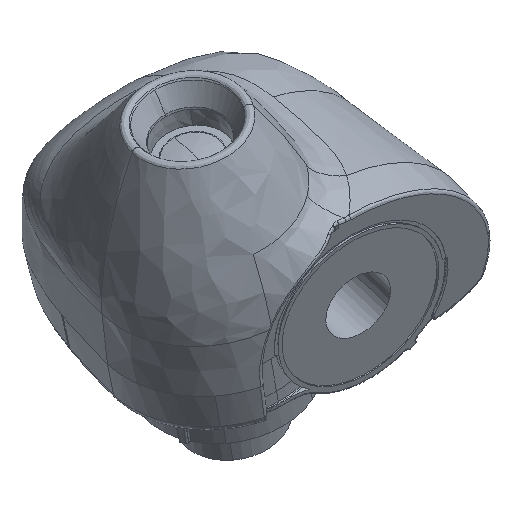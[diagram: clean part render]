
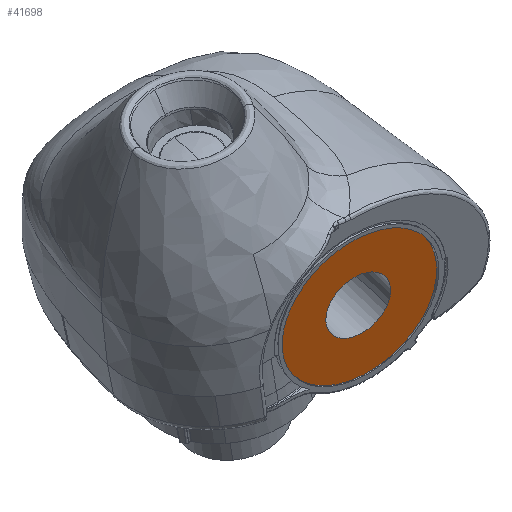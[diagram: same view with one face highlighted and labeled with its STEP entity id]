
A CAD part, front view. The second image highlights one B-rep face of the part: STEP entity #41698.
In plain terms, the highlighted planar face has unit normal (0.571, -0.619, -0.539).
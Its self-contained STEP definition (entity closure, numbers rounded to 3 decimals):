
#1292 = AXIS2_PLACEMENT_3D ( 'NONE', #34688, #34687, #34686 ) ;
#5431 = VERTEX_POINT ( 'NONE', #41406 ) ;
#5499 = VERTEX_POINT ( 'NONE', #41394 ) ;
#6724 = VERTEX_POINT ( 'NONE', #41206 ) ;
#7228 = VERTEX_POINT ( 'NONE', #40934 ) ;
#7501 = CIRCLE ( 'NONE', #28882, 10. ) ;
#7775 = EDGE_LOOP ( 'NONE', ( #38072, #38077 ) ) ;
#7818 = CIRCLE ( 'NONE', #28603, 24.25 ) ;
#7829 = EDGE_LOOP ( 'NONE', ( #38070, #38076 ) ) ;
#8264 = CIRCLE ( 'NONE', #28751, 10. ) ;
#8476 = CIRCLE ( 'NONE', #28877, 24.25 ) ;
#20021 = DIRECTION ( 'NONE',  ( 0.735, 0.678, 0. ) ) ;
#20670 = CARTESIAN_POINT ( 'NONE',  ( 561.519, 1.956, 421.181 ) ) ;
#20736 = DIRECTION ( 'NONE',  ( -0.571, 0.619, 0.539 ) ) ;
#27618 = DIRECTION ( 'NONE',  ( 0.735, 0.678, 0. ) ) ;
#27619 = DIRECTION ( 'NONE',  ( -0.571, 0.619, 0.539 ) ) ;
#27620 = CARTESIAN_POINT ( 'NONE',  ( 561.519, 1.956, 421.181 ) ) ;
#27783 = DIRECTION ( 'NONE',  ( 0.735, 0.678, 0. ) ) ;
#27784 = DIRECTION ( 'NONE',  ( -0.571, 0.619, 0.539 ) ) ;
#27785 = CARTESIAN_POINT ( 'NONE',  ( 561.519, 1.956, 421.181 ) ) ;
#28280 = EDGE_CURVE ( 'NONE', #5431, #5499, #8264, .T. ) ;
#28298 = EDGE_CURVE ( 'NONE', #6724, #7228, #7818, .T. ) ;
#28603 = AXIS2_PLACEMENT_3D ( 'NONE', #44312, #44309, #44305 ) ;
#28751 = AXIS2_PLACEMENT_3D ( 'NONE', #20670, #20736, #20021 ) ;
#28848 = EDGE_CURVE ( 'NONE', #5499, #5431, #7501, .T. ) ;
#28868 = EDGE_CURVE ( 'NONE', #7228, #6724, #8476, .T. ) ;
#28877 = AXIS2_PLACEMENT_3D ( 'NONE', #27620, #27619, #27618 ) ;
#28882 = AXIS2_PLACEMENT_3D ( 'NONE', #27785, #27784, #27783 ) ;
#34686 = DIRECTION ( 'NONE',  ( 0.735, 0.678, 0. ) ) ;
#34687 = DIRECTION ( 'NONE',  ( 0.571, -0.619, -0.539 ) ) ;
#34688 = CARTESIAN_POINT ( 'NONE',  ( 534.518, -4.967, 400.504 ) ) ;
#34698 = PLANE ( 'NONE',  #1292 ) ;
#38070 = ORIENTED_EDGE ( 'NONE', *, *, #28868, .F. ) ;
#38072 = ORIENTED_EDGE ( 'NONE', *, *, #28848, .T. ) ;
#38076 = ORIENTED_EDGE ( 'NONE', *, *, #28298, .F. ) ;
#38077 = ORIENTED_EDGE ( 'NONE', *, *, #28280, .T. ) ;
#40934 = CARTESIAN_POINT ( 'NONE',  ( 579.344, 18.397, 421.181 ) ) ;
#41206 = CARTESIAN_POINT ( 'NONE',  ( 543.694, -14.486, 421.181 ) ) ;
#41394 = CARTESIAN_POINT ( 'NONE',  ( 568.87, 8.736, 421.181 ) ) ;
#41406 = CARTESIAN_POINT ( 'NONE',  ( 554.168, -4.824, 421.181 ) ) ;
#41698 = ADVANCED_FACE ( 'NONE', ( #45954, #45939 ), #34698, .T. ) ;
#44305 = DIRECTION ( 'NONE',  ( 0.735, 0.678, 0. ) ) ;
#44309 = DIRECTION ( 'NONE',  ( -0.571, 0.619, 0.539 ) ) ;
#44312 = CARTESIAN_POINT ( 'NONE',  ( 561.519, 1.956, 421.181 ) ) ;
#45939 = FACE_OUTER_BOUND ( 'NONE', #7829, .T. ) ;
#45954 = FACE_BOUND ( 'NONE', #7775, .T. ) ;
